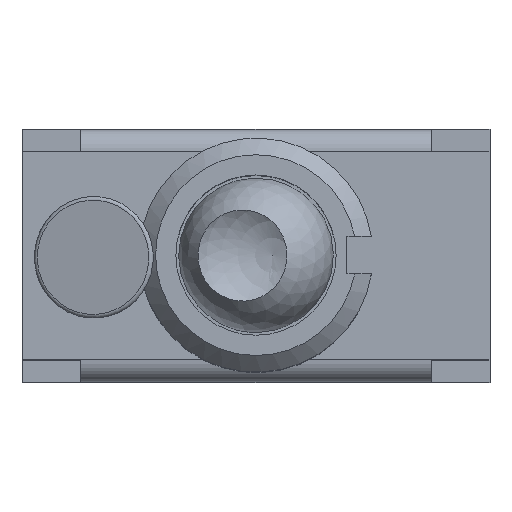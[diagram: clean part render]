
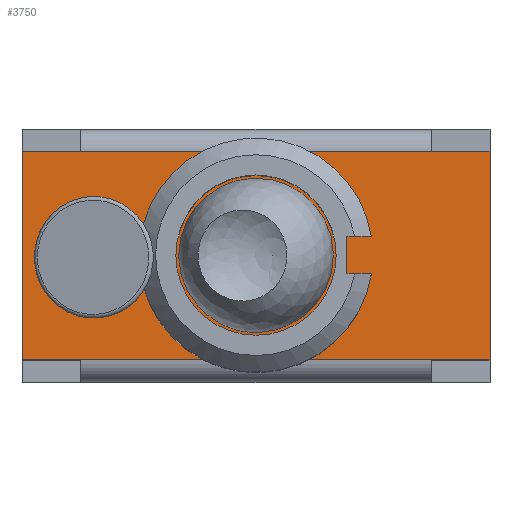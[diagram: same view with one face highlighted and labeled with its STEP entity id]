
A CAD part, top view. The second image highlights one B-rep face of the part: STEP entity #3750.
In plain terms, the highlighted planar face has unit normal (0, 0, 1).
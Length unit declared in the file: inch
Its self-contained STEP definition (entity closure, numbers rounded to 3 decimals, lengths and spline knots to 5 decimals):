
#156=PLANE('',#4019);
#306=FACE_OUTER_BOUND('',#515,.T.);
#515=EDGE_LOOP('',(#2878,#2879,#2880,#2881,#2882,#2883,#2884,#2885));
#864=LINE('',#5792,#1256);
#866=LINE('',#5797,#1258);
#868=LINE('',#5800,#1260);
#871=LINE('',#5806,#1263);
#876=LINE('',#5816,#1268);
#878=LINE('',#5819,#1270);
#880=LINE('',#5827,#1272);
#881=LINE('',#5829,#1273);
#1256=VECTOR('',#4694,0.3937);
#1258=VECTOR('',#4698,0.3937);
#1260=VECTOR('',#4702,0.3937);
#1263=VECTOR('',#4707,0.3937);
#1268=VECTOR('',#4714,0.3937);
#1270=VECTOR('',#4718,0.3937);
#1272=VECTOR('',#4730,0.3937);
#1273=VECTOR('',#4733,0.3937);
#1634=VERTEX_POINT('',#5605);
#1637=VERTEX_POINT('',#5617);
#1642=VERTEX_POINT('',#5633);
#1693=VERTEX_POINT('',#5788);
#1696=VERTEX_POINT('',#5795);
#1698=VERTEX_POINT('',#5804);
#1699=VERTEX_POINT('',#5809);
#1702=VERTEX_POINT('',#5814);
#2106=EDGE_CURVE('',#1637,#1693,#864,.T.);
#2108=EDGE_CURVE('',#1642,#1696,#866,.T.);
#2110=EDGE_CURVE('',#1696,#1693,#868,.T.);
#2113=EDGE_CURVE('',#1634,#1698,#871,.T.);
#2118=EDGE_CURVE('',#1702,#1699,#876,.T.);
#2120=EDGE_CURVE('',#1698,#1699,#878,.T.);
#2124=EDGE_CURVE('',#1642,#1702,#880,.T.);
#2125=EDGE_CURVE('',#1637,#1634,#881,.T.);
#2878=ORIENTED_EDGE('',*,*,#2125,.T.);
#2879=ORIENTED_EDGE('',*,*,#2113,.T.);
#2880=ORIENTED_EDGE('',*,*,#2120,.T.);
#2881=ORIENTED_EDGE('',*,*,#2118,.F.);
#2882=ORIENTED_EDGE('',*,*,#2124,.F.);
#2883=ORIENTED_EDGE('',*,*,#2108,.T.);
#2884=ORIENTED_EDGE('',*,*,#2110,.T.);
#2885=ORIENTED_EDGE('',*,*,#2106,.F.);
#3750=ADVANCED_FACE('',(#306),#156,.T.);
#4019=AXIS2_PLACEMENT_3D('',#5828,#4731,#4732);
#4694=DIRECTION('',(-1.,0.,0.));
#4698=DIRECTION('',(-1.,0.,0.));
#4702=DIRECTION('',(0.,-1.,0.));
#4707=DIRECTION('',(1.,0.,0.));
#4714=DIRECTION('',(1.,0.,0.));
#4718=DIRECTION('',(0.,1.,0.));
#4730=DIRECTION('',(1.,0.,0.));
#4731=DIRECTION('center_axis',(0.,0.,
1.));
#4732=DIRECTION('ref_axis',(0.,-1.,0.));
#4733=DIRECTION('',(1.,0.,0.));
#5605=CARTESIAN_POINT('',(0.18701,-0.11142,0.35));
#5617=CARTESIAN_POINT('',(-0.18701,-0.11142,0.35));
#5633=CARTESIAN_POINT('',(-0.18701,0.11142,0.35));
#5788=CARTESIAN_POINT('',(-0.25,-0.11142,0.35));
#5792=CARTESIAN_POINT('',(-0.18701,-0.11142,0.35));
#5795=CARTESIAN_POINT('',(-0.25,0.11142,0.35));
#5797=CARTESIAN_POINT('',(-0.18701,0.11142,0.35));
#5800=CARTESIAN_POINT('',(-0.25,-0.11142,0.35));
#5804=CARTESIAN_POINT('',(0.25,-0.11142,0.35));
#5806=CARTESIAN_POINT('',(0.18701,-0.11142,0.35));
#5809=CARTESIAN_POINT('',(0.25,0.11142,0.35));
#5814=CARTESIAN_POINT('',(0.18701,0.11142,0.35));
#5816=CARTESIAN_POINT('',(0.18701,0.11142,0.35));
#5819=CARTESIAN_POINT('',(0.25,0.11142,0.35));
#5827=CARTESIAN_POINT('',(0.,0.11142,0.35));
#5828=CARTESIAN_POINT('Origin',(0.,0.11142,
0.35));
#5829=CARTESIAN_POINT('',(0.,-0.11142,0.35));
